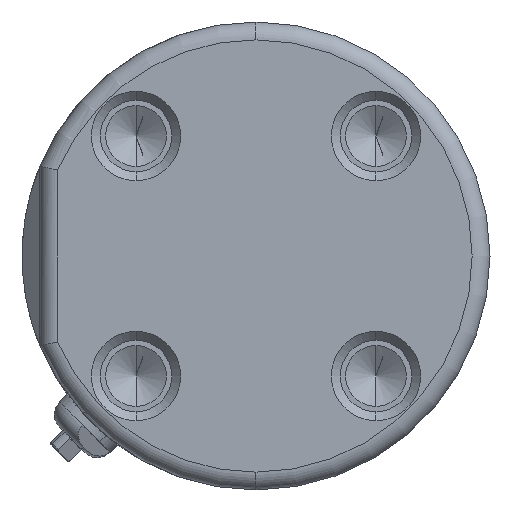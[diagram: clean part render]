
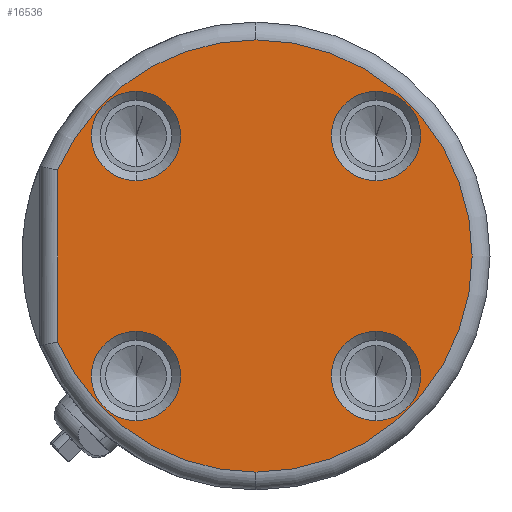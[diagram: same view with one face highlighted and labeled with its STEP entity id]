
A CAD part, left-side view. The second image highlights one B-rep face of the part: STEP entity #16536.
In plain terms, the highlighted planar face has unit normal (-1, 0, 0).
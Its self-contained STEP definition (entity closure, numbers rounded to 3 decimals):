
#769 = CARTESIAN_POINT ( 'NONE',  ( -37.5, -13.435, -13.435 ) ) ;
#827 = CIRCLE ( 'NONE', #35868, 5. ) ;
#1235 = ORIENTED_EDGE ( 'NONE', *, *, #17393, .T. ) ;
#1523 = AXIS2_PLACEMENT_3D ( 'NONE', #21004, #20659, #35253 ) ;
#2119 = DIRECTION ( 'NONE',  ( 0., 0., -1. ) ) ;
#2364 = VERTEX_POINT ( 'NONE', #33740 ) ;
#2419 = DIRECTION ( 'NONE',  ( 1., 0., 0. ) ) ;
#2957 = CIRCLE ( 'NONE', #23417, 5. ) ;
#3199 = CARTESIAN_POINT ( 'NONE',  ( -37.5, 0., 0. ) ) ;
#4217 = DIRECTION ( 'NONE',  ( 0., 0., -1. ) ) ;
#4448 = ORIENTED_EDGE ( 'NONE', *, *, #8996, .T. ) ;
#4716 = CIRCLE ( 'NONE', #5329, 5. ) ;
#5070 = DIRECTION ( 'NONE',  ( -1., 0., 0. ) ) ;
#5098 = ORIENTED_EDGE ( 'NONE', *, *, #17092, .T. ) ;
#5329 = AXIS2_PLACEMENT_3D ( 'NONE', #19882, #33751, #24981 ) ;
#5404 = AXIS2_PLACEMENT_3D ( 'NONE', #35528, #26569, #21828 ) ;
#6176 = CARTESIAN_POINT ( 'NONE',  ( -37.5, 22.2, -9.633 ) ) ;
#6791 = VERTEX_POINT ( 'NONE', #11230 ) ;
#7262 = CARTESIAN_POINT ( 'NONE',  ( -37.5, 13.435, -18.435 ) ) ;
#7309 = DIRECTION ( 'NONE',  ( 0., 0., -1. ) ) ;
#7547 = DIRECTION ( 'NONE',  ( 1., 0., 0. ) ) ;
#7691 = CIRCLE ( 'NONE', #31005, 5. ) ;
#7809 = CARTESIAN_POINT ( 'NONE',  ( -37.5, -13.435, -8.435 ) ) ;
#7829 = VERTEX_POINT ( 'NONE', #14390 ) ;
#8304 = CARTESIAN_POINT ( 'NONE',  ( -37.5, -13.435, 8.435 ) ) ;
#8996 = EDGE_CURVE ( 'NONE', #12257, #2364, #35727, .T. ) ;
#9207 = VERTEX_POINT ( 'NONE', #26043 ) ;
#9336 = EDGE_CURVE ( 'NONE', #11925, #26873, #30496, .T. ) ;
#9721 = PLANE ( 'NONE',  #29781 ) ;
#10018 = AXIS2_PLACEMENT_3D ( 'NONE', #769, #28913, #34239 ) ;
#10037 = CARTESIAN_POINT ( 'NONE',  ( -37.5, 0., 0. ) ) ;
#10089 = AXIS2_PLACEMENT_3D ( 'NONE', #15734, #12988, #2119 ) ;
#10177 = EDGE_CURVE ( 'NONE', #19592, #35950, #33931, .T. ) ;
#10316 = EDGE_CURVE ( 'NONE', #35950, #19592, #7691, .T. ) ;
#10435 = CARTESIAN_POINT ( 'NONE',  ( -37.5, 13.435, -8.435 ) ) ;
#10779 = EDGE_LOOP ( 'NONE', ( #1235, #21382 ) ) ;
#10924 = CARTESIAN_POINT ( 'NONE',  ( -37.5, 0., 24.2 ) ) ;
#11170 = CIRCLE ( 'NONE', #18748, 24.2 ) ;
#11230 = CARTESIAN_POINT ( 'NONE',  ( -37.5, -13.435, 18.435 ) ) ;
#11293 = CARTESIAN_POINT ( 'NONE',  ( -37.5, -13.435, -18.435 ) ) ;
#11735 = DIRECTION ( 'NONE',  ( 0., 0., -1. ) ) ;
#11925 = VERTEX_POINT ( 'NONE', #10435 ) ;
#12257 = VERTEX_POINT ( 'NONE', #10924 ) ;
#12295 = ORIENTED_EDGE ( 'NONE', *, *, #17171, .T. ) ;
#12856 = CIRCLE ( 'NONE', #18679, 5. ) ;
#12988 = DIRECTION ( 'NONE',  ( -1., 0., 0. ) ) ;
#13764 = CARTESIAN_POINT ( 'NONE',  ( -37.5, 0., -24.2 ) ) ;
#14390 = CARTESIAN_POINT ( 'NONE',  ( -37.5, 13.435, 18.435 ) ) ;
#15620 = DIRECTION ( 'NONE',  ( 0., 0., -1. ) ) ;
#15671 = CARTESIAN_POINT ( 'NONE',  ( -37.5, -13.435, 13.435 ) ) ;
#15734 = CARTESIAN_POINT ( 'NONE',  ( -37.5, 0., 0. ) ) ;
#16254 = DIRECTION ( 'NONE',  ( 0., 0., -1. ) ) ;
#16288 = VECTOR ( 'NONE', #11735, 1000. ) ;
#16337 = CARTESIAN_POINT ( 'NONE',  ( -37.5, -13.435, -13.435 ) ) ;
#16381 = DIRECTION ( 'NONE',  ( 0., 0., -1. ) ) ;
#16536 = ADVANCED_FACE ( 'NONE', ( #34571, #20685, #31820, #23584, #34738 ), #9721, .F. ) ;
#17092 = EDGE_CURVE ( 'NONE', #35702, #12257, #11170, .T. ) ;
#17171 = EDGE_CURVE ( 'NONE', #26873, #11925, #4716, .T. ) ;
#17385 = CIRCLE ( 'NONE', #1523, 5. ) ;
#17393 = EDGE_CURVE ( 'NONE', #6791, #34715, #2957, .T. ) ;
#18068 = ORIENTED_EDGE ( 'NONE', *, *, #26044, .T. ) ;
#18679 = AXIS2_PLACEMENT_3D ( 'NONE', #21657, #2419, #16381 ) ;
#18748 = AXIS2_PLACEMENT_3D ( 'NONE', #10037, #5070, #16254 ) ;
#18946 = EDGE_LOOP ( 'NONE', ( #22326, #5098, #4448, #26613 ) ) ;
#19423 = CIRCLE ( 'NONE', #10089, 24.2 ) ;
#19592 = VERTEX_POINT ( 'NONE', #7809 ) ;
#19882 = CARTESIAN_POINT ( 'NONE',  ( -37.5, 13.435, -13.435 ) ) ;
#20287 = ORIENTED_EDGE ( 'NONE', *, *, #10316, .T. ) ;
#20659 = DIRECTION ( 'NONE',  ( 1., 0., 0. ) ) ;
#20685 = FACE_BOUND ( 'NONE', #21817, .T. ) ;
#20855 = CARTESIAN_POINT ( 'NONE',  ( -37.5, 26.2, 0. ) ) ;
#21004 = CARTESIAN_POINT ( 'NONE',  ( -37.5, -13.435, 13.435 ) ) ;
#21196 = CARTESIAN_POINT ( 'NONE',  ( -37.5, 13.435, 13.435 ) ) ;
#21382 = ORIENTED_EDGE ( 'NONE', *, *, #25347, .T. ) ;
#21657 = CARTESIAN_POINT ( 'NONE',  ( -37.5, 13.435, 13.435 ) ) ;
#21817 = EDGE_LOOP ( 'NONE', ( #18068, #27512 ) ) ;
#21828 = DIRECTION ( 'NONE',  ( 0., 0., -1. ) ) ;
#22326 = ORIENTED_EDGE ( 'NONE', *, *, #33625, .T. ) ;
#22419 = DIRECTION ( 'NONE',  ( -1., 0., 0. ) ) ;
#22891 = AXIS2_PLACEMENT_3D ( 'NONE', #3199, #22419, #36113 ) ;
#23216 = LINE ( 'NONE', #28499, #16288 ) ;
#23417 = AXIS2_PLACEMENT_3D ( 'NONE', #15671, #27128, #24202 ) ;
#23584 = FACE_BOUND ( 'NONE', #30678, .T. ) ;
#24202 = DIRECTION ( 'NONE',  ( 0., 0., -1. ) ) ;
#24981 = DIRECTION ( 'NONE',  ( 0., 0., -1. ) ) ;
#25347 = EDGE_CURVE ( 'NONE', #34715, #6791, #17385, .T. ) ;
#26043 = CARTESIAN_POINT ( 'NONE',  ( -37.5, 13.435, 8.435 ) ) ;
#26044 = EDGE_CURVE ( 'NONE', #7829, #9207, #827, .T. ) ;
#26569 = DIRECTION ( 'NONE',  ( 1., 0., 0. ) ) ;
#26613 = ORIENTED_EDGE ( 'NONE', *, *, #27065, .T. ) ;
#26873 = VERTEX_POINT ( 'NONE', #7262 ) ;
#27065 = EDGE_CURVE ( 'NONE', #2364, #34056, #23216, .T. ) ;
#27128 = DIRECTION ( 'NONE',  ( 1., 0., 0. ) ) ;
#27512 = ORIENTED_EDGE ( 'NONE', *, *, #29104, .T. ) ;
#28373 = EDGE_LOOP ( 'NONE', ( #31446, #12295 ) ) ;
#28499 = CARTESIAN_POINT ( 'NONE',  ( -37.5, 22.2, 0. ) ) ;
#28913 = DIRECTION ( 'NONE',  ( 1., 0., 0. ) ) ;
#29104 = EDGE_CURVE ( 'NONE', #9207, #7829, #12856, .T. ) ;
#29228 = DIRECTION ( 'NONE',  ( 1., 0., 0. ) ) ;
#29315 = ORIENTED_EDGE ( 'NONE', *, *, #10177, .T. ) ;
#29781 = AXIS2_PLACEMENT_3D ( 'NONE', #20855, #29228, #4217 ) ;
#30496 = CIRCLE ( 'NONE', #5404, 5. ) ;
#30678 = EDGE_LOOP ( 'NONE', ( #29315, #20287 ) ) ;
#31005 = AXIS2_PLACEMENT_3D ( 'NONE', #16337, #7547, #15620 ) ;
#31446 = ORIENTED_EDGE ( 'NONE', *, *, #9336, .T. ) ;
#31820 = FACE_BOUND ( 'NONE', #28373, .T. ) ;
#32334 = DIRECTION ( 'NONE',  ( 1., 0., 0. ) ) ;
#33625 = EDGE_CURVE ( 'NONE', #34056, #35702, #19423, .T. ) ;
#33740 = CARTESIAN_POINT ( 'NONE',  ( -37.5, 22.2, 9.633 ) ) ;
#33751 = DIRECTION ( 'NONE',  ( 1., 0., 0. ) ) ;
#33931 = CIRCLE ( 'NONE', #10018, 5. ) ;
#34056 = VERTEX_POINT ( 'NONE', #6176 ) ;
#34239 = DIRECTION ( 'NONE',  ( 0., 0., -1. ) ) ;
#34571 = FACE_BOUND ( 'NONE', #10779, .T. ) ;
#34715 = VERTEX_POINT ( 'NONE', #8304 ) ;
#34738 = FACE_OUTER_BOUND ( 'NONE', #18946, .T. ) ;
#35253 = DIRECTION ( 'NONE',  ( 0., 0., -1. ) ) ;
#35528 = CARTESIAN_POINT ( 'NONE',  ( -37.5, 13.435, -13.435 ) ) ;
#35702 = VERTEX_POINT ( 'NONE', #13764 ) ;
#35727 = CIRCLE ( 'NONE', #22891, 24.2 ) ;
#35868 = AXIS2_PLACEMENT_3D ( 'NONE', #21196, #32334, #7309 ) ;
#35950 = VERTEX_POINT ( 'NONE', #11293 ) ;
#36113 = DIRECTION ( 'NONE',  ( 0., 0., -1. ) ) ;
